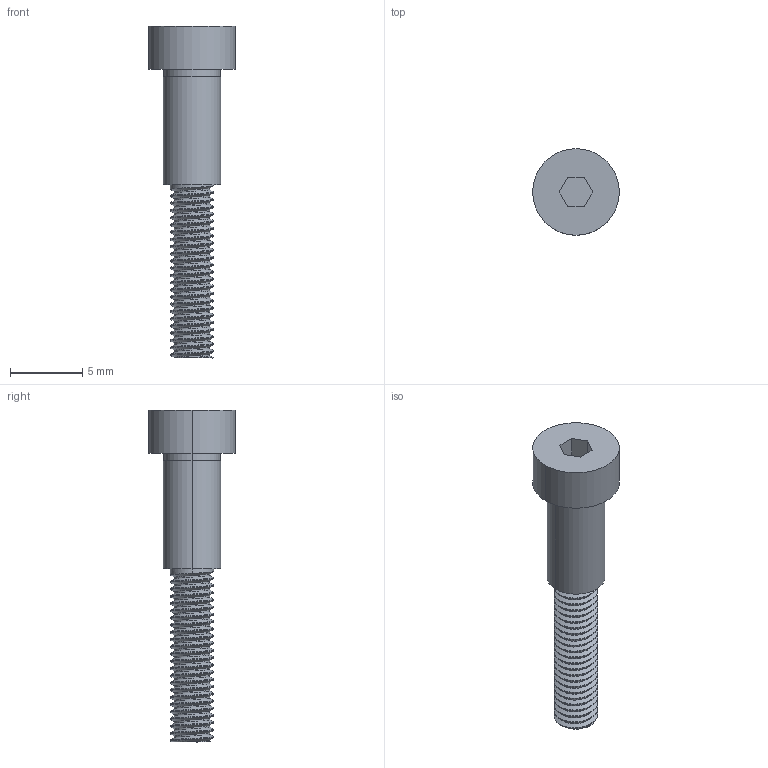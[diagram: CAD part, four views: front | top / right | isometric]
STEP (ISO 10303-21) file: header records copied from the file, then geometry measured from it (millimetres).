
FILE_DESCRIPTION (( 'STEP AP214' ), '1' );
FILE_NAME ('Shoulder bolt L8 M3x12.STEP', '2022-02-11T12:50:01', ( '' ), ( '' ), 'SwSTEP 2.0', 'SolidWorks 2016', '' );
FILE_SCHEMA (( 'AUTOMOTIVE_DESIGN' ));
Length unit declared in the file: millimetre
Products named in the file (2): Shoulder bolt L8 M3x12
Bounding box: 6 x 6 x 23 mm (x, y, z)
Volume: 248.6 mm3; surface area: 388.9 mm2
Topology: 1 solids, 1 shells, 71 faces, 195 edges, 130 vertices
Faces by surface type: cylinder 55, plane 13, bspline 3
Entity records: 4960 total; most frequent: CARTESIAN_POINT 3409, ORIENTED_EDGE 390, DIRECTION 245, EDGE_CURVE 195, VERTEX_POINT 130, AXIS2_PLACEMENT_3D 86, EDGE_LOOP 75, LINE 73
